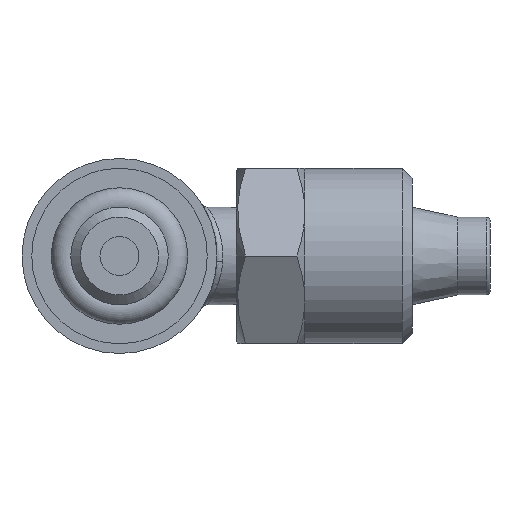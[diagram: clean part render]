
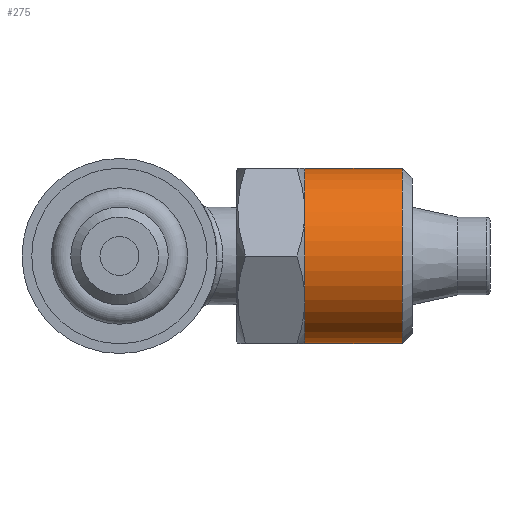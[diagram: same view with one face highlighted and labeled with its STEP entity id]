
A CAD part, front view. The second image highlights one B-rep face of the part: STEP entity #275.
In plain terms, the highlighted cylindrical face has radius 4.5 mm (diameter 9 mm), a full revolution.
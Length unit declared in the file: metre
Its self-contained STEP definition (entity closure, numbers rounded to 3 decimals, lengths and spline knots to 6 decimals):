
#275 = ADVANCED_FACE( 'NONE', ( #577, #578 ), #579, .T. );
#577 = FACE_OUTER_BOUND( '', #1094, .T. );
#578 = FACE_OUTER_BOUND( '', #1095, .T. );
#579 = CYLINDRICAL_SURFACE( '', #1096, 0.0045 );
#1094 = EDGE_LOOP( '', ( #1619 ) );
#1095 = EDGE_LOOP( '', ( #1620, #1621, #1622, #1623, #1624, #1625 ) );
#1096 = AXIS2_PLACEMENT_3D( '', #1626, #1627, #1628 );
#1619 = ORIENTED_EDGE( '', *, *, #1936, .T. );
#1620 = ORIENTED_EDGE( '', *, *, #1859, .F. );
#1621 = ORIENTED_EDGE( '', *, *, #1937, .F. );
#1622 = ORIENTED_EDGE( '', *, *, #1872, .F. );
#1623 = ORIENTED_EDGE( '', *, *, #1801, .F. );
#1624 = ORIENTED_EDGE( '', *, *, #1895, .F. );
#1625 = ORIENTED_EDGE( '', *, *, #1856, .F. );
#1626 = CARTESIAN_POINT( '', ( 0.003581, 0.0125, 0. ) );
#1627 = DIRECTION( '', ( -1., 0., 0. ) );
#1628 = DIRECTION( '', ( 0., 0., 1. ) );
#1801 = EDGE_CURVE( 'NONE', #2035, #2058, #2060, .T. );
#1856 = EDGE_CURVE( 'NONE', #2142, #2045, #2143, .T. );
#1859 = EDGE_CURVE( 'NONE', #2146, #2142, #2147, .T. );
#1872 = EDGE_CURVE( 'NONE', #2058, #2165, #2169, .T. );
#1895 = EDGE_CURVE( 'NONE', #2045, #2035, #2202, .T. );
#1936 = EDGE_CURVE( 'NONE', #2255, #2255, #2256, .T. );
#1937 = EDGE_CURVE( 'NONE', #2165, #2146, #2257, .T. );
#2035 = VERTEX_POINT( 'NONE', #2416 );
#2045 = VERTEX_POINT( 'NONE', #2469 );
#2058 = VERTEX_POINT( 'NONE', #2518 );
#2060 = CIRCLE( '', #2531, 0.0045 );
#2142 = VERTEX_POINT( 'NONE', #2647 );
#2143 = CIRCLE( '', #2648, 0.0045 );
#2146 = VERTEX_POINT( 'NONE', #2661 );
#2147 = CIRCLE( '', #2662, 0.0045 );
#2165 = VERTEX_POINT( 'NONE', #2763 );
#2169 = CIRCLE( '', #2788, 0.0045 );
#2202 = CIRCLE( '', #2848, 0.0045 );
#2255 = VERTEX_POINT( '', #3051 );
#2256 = CIRCLE( '', #3052, 0.0045 );
#2257 = CIRCLE( '', #3053, 0.0045 );
#2416 = CARTESIAN_POINT( '', ( 0.0095, 0.0125, -0.0045 ) );
#2469 = CARTESIAN_POINT( '', ( 0.0095, 0.016397, -0.00225 ) );
#2518 = CARTESIAN_POINT( '', ( 0.0095, 0.008603, -0.00225 ) );
#2531 = AXIS2_PLACEMENT_3D( '', #3156, #3157, #3158 );
#2647 = CARTESIAN_POINT( '', ( 0.0095, 0.016397, 0.00225 ) );
#2648 = AXIS2_PLACEMENT_3D( '', #3236, #3237, #3238 );
#2661 = CARTESIAN_POINT( '', ( 0.0095, 0.0125, 0.0045 ) );
#2662 = AXIS2_PLACEMENT_3D( '', #3239, #3240, #3241 );
#2763 = CARTESIAN_POINT( '', ( 0.0095, 0.008603, 0.00225 ) );
#2788 = AXIS2_PLACEMENT_3D( '', #3248, #3249, #3250 );
#2848 = AXIS2_PLACEMENT_3D( '', #3275, #3276, #3277 );
#3051 = CARTESIAN_POINT( '', ( 0.0145, 0.0125, 0.0045 ) );
#3052 = AXIS2_PLACEMENT_3D( '', #3298, #3299, #3300 );
#3053 = AXIS2_PLACEMENT_3D( '', #3301, #3302, #3303 );
#3156 = CARTESIAN_POINT( '', ( 0.0095, 0.0125, 0. ) );
#3157 = DIRECTION( '', ( -1., 0., 0. ) );
#3158 = DIRECTION( '', ( 0., 0., 1. ) );
#3236 = CARTESIAN_POINT( '', ( 0.0095, 0.0125, 0. ) );
#3237 = DIRECTION( '', ( -1., 0., 0. ) );
#3238 = DIRECTION( '', ( 0., 0., 1. ) );
#3239 = CARTESIAN_POINT( '', ( 0.0095, 0.0125, 0. ) );
#3240 = DIRECTION( '', ( -1., 0., 0. ) );
#3241 = DIRECTION( '', ( 0., 0., 1. ) );
#3248 = CARTESIAN_POINT( '', ( 0.0095, 0.0125, 0. ) );
#3249 = DIRECTION( '', ( -1., 0., 0. ) );
#3250 = DIRECTION( '', ( 0., 0., 1. ) );
#3275 = CARTESIAN_POINT( '', ( 0.0095, 0.0125, 0. ) );
#3276 = DIRECTION( '', ( -1., 0., 0. ) );
#3277 = DIRECTION( '', ( 0., 0., 1. ) );
#3298 = CARTESIAN_POINT( '', ( 0.0145, 0.0125, 0. ) );
#3299 = DIRECTION( '', ( -1., 0., 0. ) );
#3300 = DIRECTION( '', ( 0., 0., 1. ) );
#3301 = CARTESIAN_POINT( '', ( 0.0095, 0.0125, 0. ) );
#3302 = DIRECTION( '', ( -1., 0., 0. ) );
#3303 = DIRECTION( '', ( 0., 0., 1. ) );
